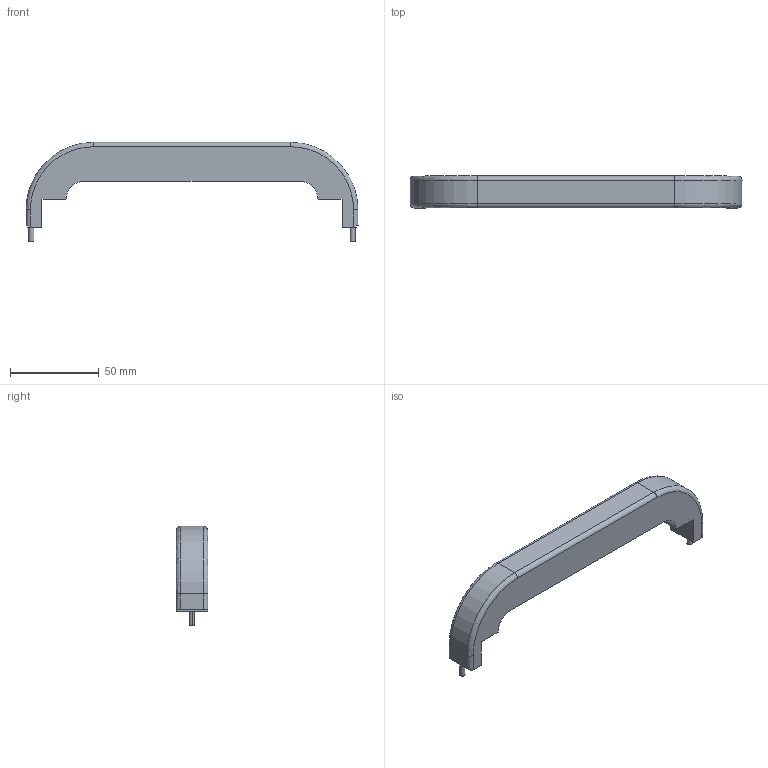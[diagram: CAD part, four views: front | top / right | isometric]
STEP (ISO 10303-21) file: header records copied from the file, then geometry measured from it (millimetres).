
FILE_DESCRIPTION (( 'STEP AP214' ), '1' );
FILE_NAME ('7310017', '2019-02-01T13:25:34', ( '' ), ('JUGARD+KÜNSTNER GmbH'), 'SwSTEP 2.0', 'SolidWorks 2017', '' );
FILE_SCHEMA (( 'AUTOMOTIVE_DESIGN' ));
Length unit declared in the file: millimetre
Products named in the file (1): 7310017_CNAJF00
Bounding box: 187 x 18 x 56 mm (x, y, z)
Volume: 76366.3 mm3; surface area: 16808.3 mm2
Topology: 1 solids, 1 shells, 36 faces, 88 edges, 56 vertices
Faces by surface type: plane 18, cylinder 14, bspline 4
Entity records: 1358 total; most frequent: CARTESIAN_POINT 469, DIRECTION 182, ORIENTED_EDGE 176, EDGE_CURVE 88, AXIS2_PLACEMENT_3D 65, VERTEX_POINT 56, LINE 52, VECTOR 52
